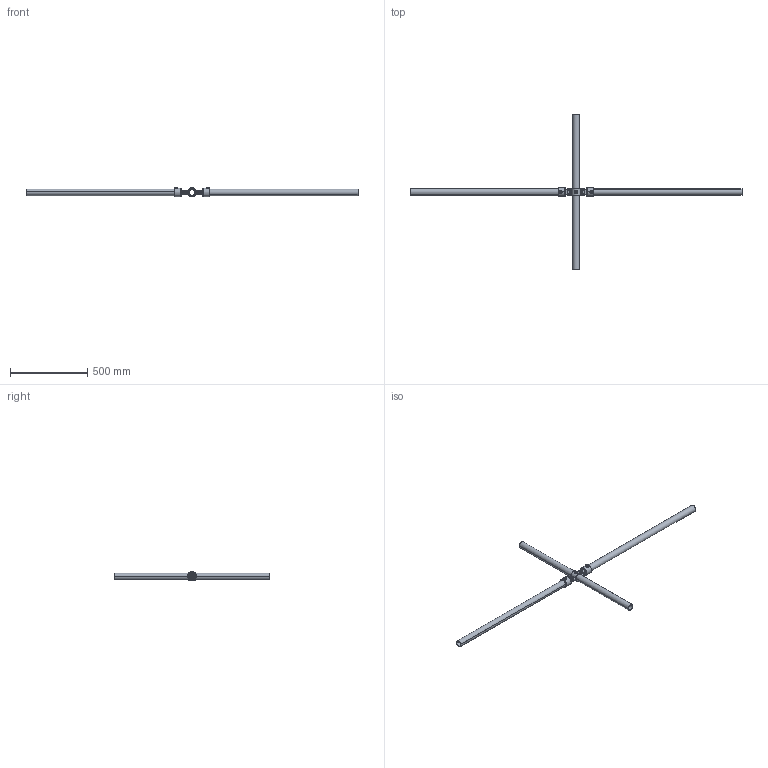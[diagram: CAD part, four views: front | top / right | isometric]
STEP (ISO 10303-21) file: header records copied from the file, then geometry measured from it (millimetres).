
FILE_DESCRIPTION (( 'STEP AP203' ), '1' );
FILE_NAME ('167-C42.step', '2015-09-17T16:25:50', ( '' ), ( '' ), 'SwSTEP 2.0', 'SolidWorks 2015', '' );
FILE_SCHEMA (( 'CONFIG_CONTROL_DESIGN' ));
Length unit declared in the file: millimetre
Products named in the file (6): 167-C42 Teil1; 167-C42 Teil2; 167-C42 Teil3; 167-C42 Teil4; 167-C42 Teil5; 167-C42
Assembly tree (11 placements, depth 2):
  167-C42
    167-C42 Teil1
    167-C42 Teil2  x2
    167-C42 Teil3  x3
    167-C42 Teil4  x2
    167-C42 Teil5  x3
Bounding box: 2151 x 1000 x 61.5 mm (x, y, z)
Volume: 1339083.3 mm3; surface area: 835934.7 mm2
Topology: 11 solids, 11 shells, 323 faces, 747 edges, 450 vertices
Faces by surface type: cylinder 158, torus 90, plane 69, bspline 6
Entity records: 7106 total; most frequent: CARTESIAN_POINT 2164, DIRECTION 970, ORIENTED_EDGE 824, AXIS2_PLACEMENT_3D 415, EDGE_CURVE 412, VERTEX_POINT 249, CIRCLE 230, EDGE_LOOP 197
